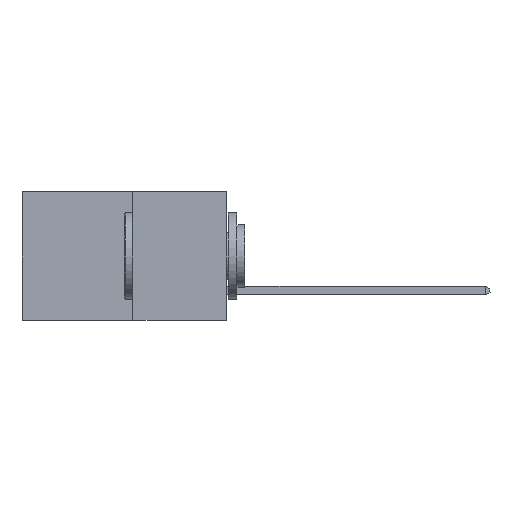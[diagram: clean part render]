
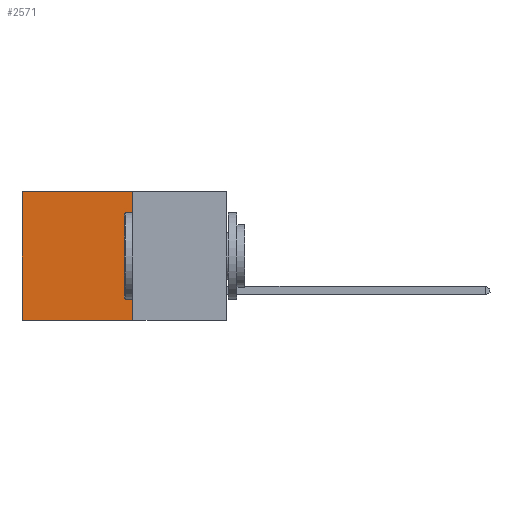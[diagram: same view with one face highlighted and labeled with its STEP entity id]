
A CAD part, left-side view. The second image highlights one B-rep face of the part: STEP entity #2571.
In plain terms, the highlighted planar face has unit normal (-1, 0, 0).
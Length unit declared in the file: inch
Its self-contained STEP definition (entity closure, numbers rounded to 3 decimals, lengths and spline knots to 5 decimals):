
#1691 = CARTESIAN_POINT ( 'NONE',  ( 0.277, 0.27, 0. ) ) ;
#1781 = VECTOR ( 'NONE', #11783, 39.37008 ) ;
#2509 = LINE ( 'NONE', #25042, #28283 ) ;
#2571 = ADVANCED_FACE ( 'NONE', ( #17061 ), #6106, .F. ) ;
#4945 = EDGE_CURVE ( 'NONE', #16808, #12955, #21648, .T. ) ;
#4969 = ORIENTED_EDGE ( 'NONE', *, *, #30122, .F. ) ;
#5859 = CARTESIAN_POINT ( 'NONE',  ( 0.277, 0.59, 0. ) ) ;
#6106 = PLANE ( 'NONE',  #23439 ) ;
#6708 = DIRECTION ( 'NONE',  ( 0., 0., -1. ) ) ;
#6885 = EDGE_CURVE ( 'NONE', #10154, #12955, #2509, .T. ) ;
#7172 = CARTESIAN_POINT ( 'NONE',  ( 0.277, 0.27, -0.37 ) ) ;
#9275 = VECTOR ( 'NONE', #13281, 39.37008 ) ;
#10154 = VERTEX_POINT ( 'NONE', #5859 ) ;
#11783 = DIRECTION ( 'NONE',  ( 0., 1., 0. ) ) ;
#11828 = EDGE_CURVE ( 'NONE', #22332, #10154, #17012, .T. ) ;
#11908 = LINE ( 'NONE', #27358, #31394 ) ;
#11973 = CARTESIAN_POINT ( 'NONE',  ( 0.277, 0.27, -0.37 ) ) ;
#12715 = ORIENTED_EDGE ( 'NONE', *, *, #6885, .T. ) ;
#12884 = ORIENTED_EDGE ( 'NONE', *, *, #4945, .F. ) ;
#12955 = VERTEX_POINT ( 'NONE', #17835 ) ;
#13281 = DIRECTION ( 'NONE',  ( 0., 1., 0. ) ) ;
#14027 = ORIENTED_EDGE ( 'NONE', *, *, #11828, .T. ) ;
#16808 = VERTEX_POINT ( 'NONE', #7172 ) ;
#17012 = LINE ( 'NONE', #28518, #9275 ) ;
#17061 = FACE_OUTER_BOUND ( 'NONE', #26711, .T. ) ;
#17835 = CARTESIAN_POINT ( 'NONE',  ( 0.277, 0.59, -0.37 ) ) ;
#21648 = LINE ( 'NONE', #11973, #1781 ) ;
#22332 = VERTEX_POINT ( 'NONE', #1691 ) ;
#23439 = AXIS2_PLACEMENT_3D ( 'NONE', #26962, #28858, #6708 ) ;
#24962 = DIRECTION ( 'NONE',  ( 0., 0., -1. ) ) ;
#25042 = CARTESIAN_POINT ( 'NONE',  ( 0.277, 0.59, -0.37 ) ) ;
#26711 = EDGE_LOOP ( 'NONE', ( #12715, #12884, #4969, #14027 ) ) ;
#26962 = CARTESIAN_POINT ( 'NONE',  ( 0.277, 0.27, -0.37 ) ) ;
#27358 = CARTESIAN_POINT ( 'NONE',  ( 0.277, 0.27, -0.37 ) ) ;
#28283 = VECTOR ( 'NONE', #24962, 39.37008 ) ;
#28518 = CARTESIAN_POINT ( 'NONE',  ( 0.277, 0.27, 0. ) ) ;
#28858 = DIRECTION ( 'NONE',  ( 1., 0., 0. ) ) ;
#29863 = DIRECTION ( 'NONE',  ( 0., 0., -1. ) ) ;
#30122 = EDGE_CURVE ( 'NONE', #22332, #16808, #11908, .T. ) ;
#31394 = VECTOR ( 'NONE', #29863, 39.37008 ) ;
